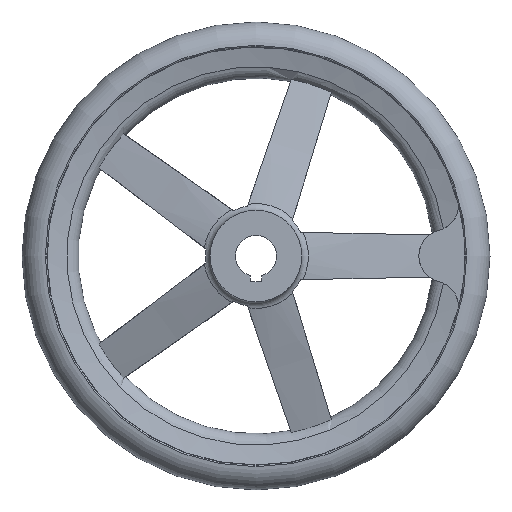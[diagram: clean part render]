
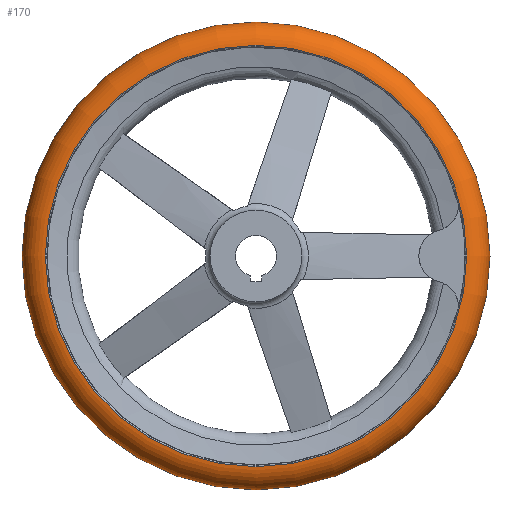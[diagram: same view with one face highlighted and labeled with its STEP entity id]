
A CAD part, front view. The second image highlights one B-rep face of the part: STEP entity #170.
In plain terms, the highlighted toroidal (fillet/blend) face has major radius 112 mm and minor radius 13 mm.
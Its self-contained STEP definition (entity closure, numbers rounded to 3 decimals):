
#170 = ADVANCED_FACE( '', ( #358, #359, #360 ), #361, .T. );
#358 = FACE_BOUND( '', #547, .T. );
#359 = FACE_OUTER_BOUND( '', #548, .T. );
#360 = FACE_OUTER_BOUND( '', #549, .T. );
#361 = TOROIDAL_SURFACE( '', #550, 112., 13. );
#547 = VERTEX_LOOP( '', #1021 );
#548 = EDGE_LOOP( '', ( #1022 ) );
#549 = EDGE_LOOP( '', ( #1023 ) );
#550 = AXIS2_PLACEMENT_3D( '', #1024, #1025, #1026 );
#1021 = VERTEX_POINT( '', #1275 );
#1022 = ORIENTED_EDGE( '', *, *, #1229, .T. );
#1023 = ORIENTED_EDGE( '', *, *, #1199, .F. );
#1024 = CARTESIAN_POINT( '', ( 0., 37., 0. ) );
#1025 = DIRECTION( '', ( 0., -1., 0. ) );
#1026 = DIRECTION( '', ( 0., 0., -1. ) );
#1199 = EDGE_CURVE( '', #1481, #1481, #1482, .T. );
#1229 = EDGE_CURVE( '', #1524, #1524, #1525, .T. );
#1275 = CARTESIAN_POINT( '', ( 0., 37., -125. ) );
#1481 = VERTEX_POINT( '', #2173 );
#1482 = CIRCLE( '', #2174, 112.542 );
#1524 = VERTEX_POINT( '', #2354 );
#1525 = CIRCLE( '', #2355, 112.542 );
#2173 = CARTESIAN_POINT( '', ( 0., 24.011, -112.542 ) );
#2174 = AXIS2_PLACEMENT_3D( '', #2653, #2654, #2655 );
#2354 = CARTESIAN_POINT( '', ( 0., 49.989, -112.542 ) );
#2355 = AXIS2_PLACEMENT_3D( '', #2680, #2681, #2682 );
#2653 = CARTESIAN_POINT( '', ( 0., 24.011, 0. ) );
#2654 = DIRECTION( '', ( 0., -1., 0. ) );
#2655 = DIRECTION( '', ( 0., 0., -1. ) );
#2680 = CARTESIAN_POINT( '', ( 0., 49.989, 0. ) );
#2681 = DIRECTION( '', ( 0., -1., 0. ) );
#2682 = DIRECTION( '', ( 0., 0., -1. ) );
